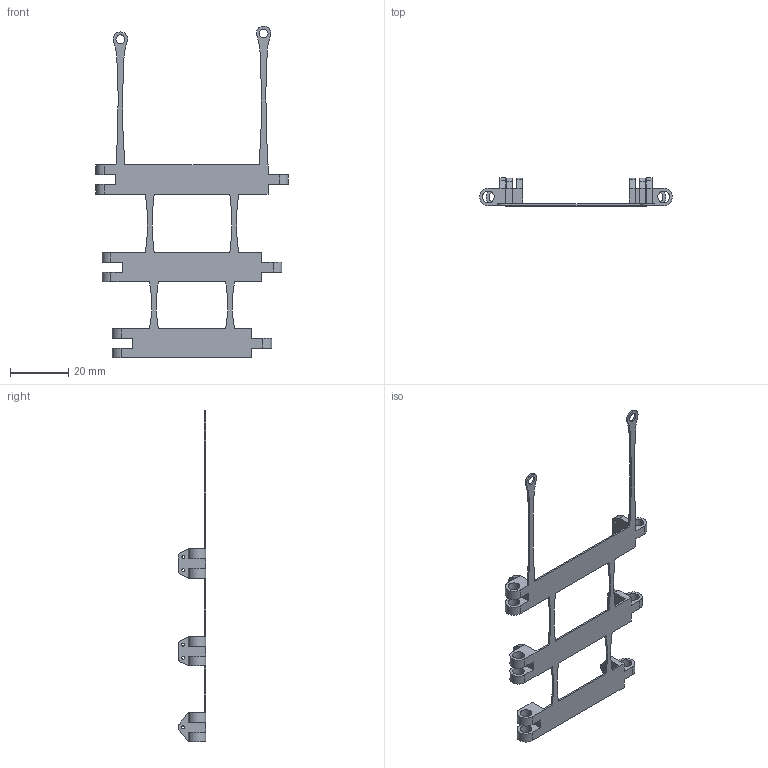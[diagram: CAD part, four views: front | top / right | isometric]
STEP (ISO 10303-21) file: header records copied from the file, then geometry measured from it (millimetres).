
FILE_DESCRIPTION(/* description */ (''),/* implementation_level */ '2;1');
FILE_NAME(/* name */ 'FM4v2.stp',/* time_stamp */ '2024-08-11T12:13:51+01:00',/* author */ ('thiba'),/* organization */ (''),/* preprocessor_version */ 'ST-DEVELOPER v20',/* originating_system */ 'Autodesk Inventor 2025',/* authorisation */ '');
FILE_SCHEMA (('AUTOMOTIVE_DESIGN { 1 0 10303 214 3 1 1 }'));
Length unit declared in the file: millimetre
Products named in the file (1): FM2-test2
Bounding box: 66 x 9.5 x 113.5 mm (x, y, z)
Volume: 2751.5 mm3; surface area: 6231.4 mm2
Topology: 1 solids, 1 shells, 125 faces, 362 edges, 239 vertices
Faces by surface type: plane 67, cylinder 58
Full cylindrical faces by diameter (mm): 1 x10, 3 x2, 4 x9
Entity records: 4271 total; most frequent: DIRECTION 730, CARTESIAN_POINT 727, ORIENTED_EDGE 724, EDGE_CURVE 362, LINE 246, VECTOR 246, AXIS2_PLACEMENT_3D 242, VERTEX_POINT 239
